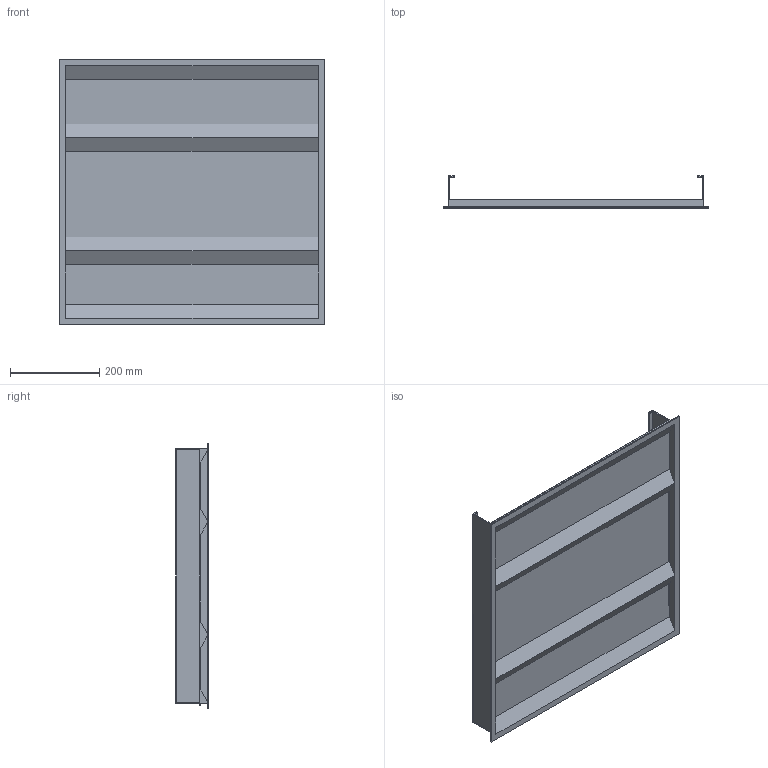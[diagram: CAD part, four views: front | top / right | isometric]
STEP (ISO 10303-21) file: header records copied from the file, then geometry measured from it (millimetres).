
FILE_DESCRIPTION (( 'STEP AP214' ), '1' );
FILE_NAME ('STYLE 2M 4000K.STEP', '2018-07-18T08:20:16', ( '' ), ( '' ), 'SwSTEP 2.0', 'SolidWorks 2013', '' );
FILE_SCHEMA (( 'AUTOMOTIVE_DESIGN' ));
Length unit declared in the file: millimetre
Products named in the file (1): STYLE 2M 4000K
Bounding box: 595 x 72 x 595 mm (x, y, z)
Volume: 1516258.1 mm3; surface area: 939476.5 mm2
Topology: 1 solids, 1 shells, 51 faces, 130 edges, 84 vertices
Faces by surface type: plane 51
Entity records: 1963 total; most frequent: CARTESIAN_POINT 266, ORIENTED_EDGE 260, DIRECTION 234, LINE 130, EDGE_CURVE 130, VECTOR 130, VERTEX_POINT 84, EDGE_LOOP 54
